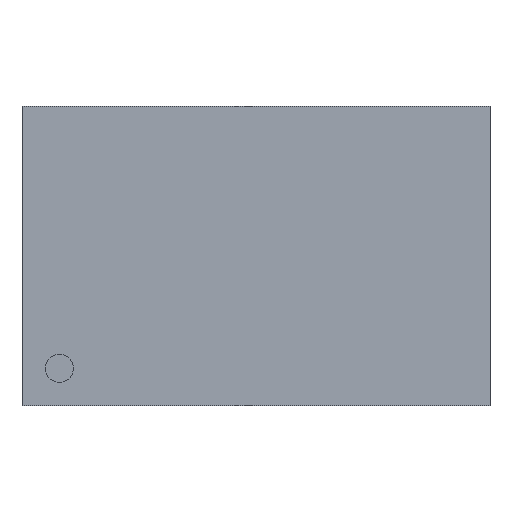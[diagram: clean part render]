
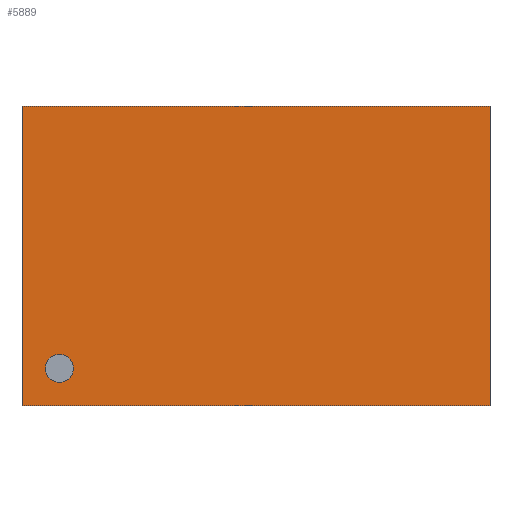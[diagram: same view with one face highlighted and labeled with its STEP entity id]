
A CAD part, top view. The second image highlights one B-rep face of the part: STEP entity #5889.
In plain terms, the highlighted planar face has unit normal (0, 0, 1).
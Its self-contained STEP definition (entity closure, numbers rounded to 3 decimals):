
#32 = VECTOR ( 'NONE', #2801, 1000. ) ;
#168 = VECTOR ( 'NONE', #3876, 1000. ) ;
#283 = VECTOR ( 'NONE', #5929, 1000. ) ;
#462 = VECTOR ( 'NONE', #3839, 1000. ) ;
#559 = CARTESIAN_POINT ( 'NONE',  ( 2.5, -1.6, 0.751 ) ) ;
#623 = EDGE_LOOP ( 'NONE', ( #4512, #1335 ) ) ;
#730 = AXIS2_PLACEMENT_3D ( 'NONE', #2070, #3387, #3928 ) ;
#783 = CARTESIAN_POINT ( 'NONE',  ( 2.5, 0., 0.751 ) ) ;
#978 = AXIS2_PLACEMENT_3D ( 'NONE', #2460, #4365, #5785 ) ;
#1152 = VERTEX_POINT ( 'NONE', #5172 ) ;
#1335 = ORIENTED_EDGE ( 'NONE', *, *, #2067, .F. ) ;
#1341 = EDGE_CURVE ( 'NONE', #1978, #1579, #2689, .T. ) ;
#1371 = CARTESIAN_POINT ( 'NONE',  ( -2.5, -1.6, 0.751 ) ) ;
#1465 = EDGE_CURVE ( 'NONE', #5418, #1978, #2263, .T. ) ;
#1579 = VERTEX_POINT ( 'NONE', #5406 ) ;
#1806 = CARTESIAN_POINT ( 'NONE',  ( 0., 1.6, 0.751 ) ) ;
#1845 = CARTESIAN_POINT ( 'NONE',  ( 2.5, 1.6, 0.751 ) ) ;
#1881 = VERTEX_POINT ( 'NONE', #1845 ) ;
#1978 = VERTEX_POINT ( 'NONE', #1371 ) ;
#2066 = ORIENTED_EDGE ( 'NONE', *, *, #3377, .F. ) ;
#2067 = EDGE_CURVE ( 'NONE', #5347, #1152, #5130, .T. ) ;
#2070 = CARTESIAN_POINT ( 'NONE',  ( 0., 0., 0.751 ) ) ;
#2263 = LINE ( 'NONE', #2878, #462 ) ;
#2341 = FACE_OUTER_BOUND ( 'NONE', #4893, .T. ) ;
#2460 = CARTESIAN_POINT ( 'NONE',  ( -2.1, -1.2, 0.751 ) ) ;
#2540 = AXIS2_PLACEMENT_3D ( 'NONE', #4341, #3843, #3359 ) ;
#2642 = LINE ( 'NONE', #1806, #32 ) ;
#2689 = LINE ( 'NONE', #3798, #168 ) ;
#2801 = DIRECTION ( 'NONE',  ( 1., 0., 0. ) ) ;
#2878 = CARTESIAN_POINT ( 'NONE',  ( 0., -1.6, 0.751 ) ) ;
#3050 = ORIENTED_EDGE ( 'NONE', *, *, #1465, .F. ) ;
#3359 = DIRECTION ( 'NONE',  ( 1., 0., 0. ) ) ;
#3377 = EDGE_CURVE ( 'NONE', #1881, #5418, #5788, .T. ) ;
#3387 = DIRECTION ( 'NONE',  ( 0., 0., -1. ) ) ;
#3798 = CARTESIAN_POINT ( 'NONE',  ( -2.5, 0., 0.751 ) ) ;
#3839 = DIRECTION ( 'NONE',  ( -1., 0., 0. ) ) ;
#3843 = DIRECTION ( 'NONE',  ( 0., 0., 1. ) ) ;
#3876 = DIRECTION ( 'NONE',  ( 0., 1., 0. ) ) ;
#3928 = DIRECTION ( 'NONE',  ( -1., 0., 0. ) ) ;
#3938 = EDGE_CURVE ( 'NONE', #1579, #1881, #2642, .T. ) ;
#4060 = EDGE_CURVE ( 'NONE', #1152, #5347, #4247, .T. ) ;
#4090 = FACE_BOUND ( 'NONE', #623, .T. ) ;
#4247 = CIRCLE ( 'NONE', #2540, 0.15 ) ;
#4341 = CARTESIAN_POINT ( 'NONE',  ( -2.1, -1.2, 0.751 ) ) ;
#4365 = DIRECTION ( 'NONE',  ( 0., 0., 1. ) ) ;
#4442 = CARTESIAN_POINT ( 'NONE',  ( -2.25, -1.2, 0.751 ) ) ;
#4512 = ORIENTED_EDGE ( 'NONE', *, *, #4060, .F. ) ;
#4893 = EDGE_LOOP ( 'NONE', ( #5340, #5190, #3050, #2066 ) ) ;
#4894 = PLANE ( 'NONE',  #730 ) ;
#5130 = CIRCLE ( 'NONE', #978, 0.15 ) ;
#5172 = CARTESIAN_POINT ( 'NONE',  ( -1.95, -1.2, 0.751 ) ) ;
#5190 = ORIENTED_EDGE ( 'NONE', *, *, #1341, .F. ) ;
#5340 = ORIENTED_EDGE ( 'NONE', *, *, #3938, .F. ) ;
#5347 = VERTEX_POINT ( 'NONE', #4442 ) ;
#5406 = CARTESIAN_POINT ( 'NONE',  ( -2.5, 1.6, 0.751 ) ) ;
#5418 = VERTEX_POINT ( 'NONE', #559 ) ;
#5785 = DIRECTION ( 'NONE',  ( 1., 0., 0. ) ) ;
#5788 = LINE ( 'NONE', #783, #283 ) ;
#5889 = ADVANCED_FACE ( 'NONE', ( #2341, #4090 ), #4894, .F. ) ;
#5929 = DIRECTION ( 'NONE',  ( 0., -1., 0. ) ) ;
